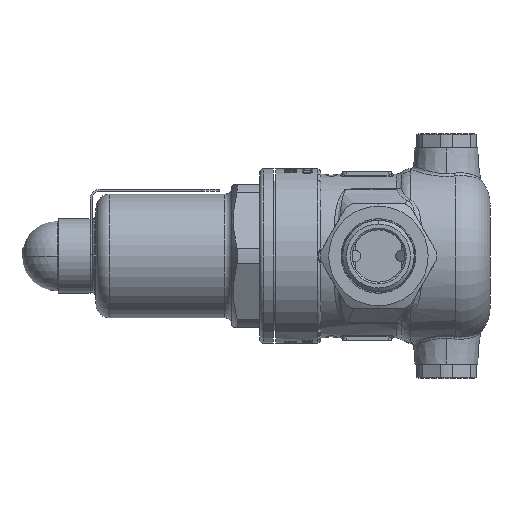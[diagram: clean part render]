
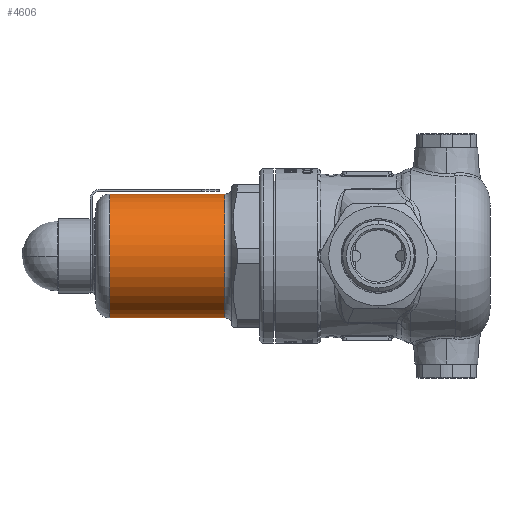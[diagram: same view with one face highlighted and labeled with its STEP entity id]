
A CAD part, left-side view. The second image highlights one B-rep face of the part: STEP entity #4606.
In plain terms, the highlighted cylindrical face has radius 17.75 mm (diameter 35.5 mm), a partial arc.
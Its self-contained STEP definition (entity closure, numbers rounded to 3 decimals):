
#2253 = ORIENTED_EDGE ( 'NONE', *, *, #3776, .F. ) ;
#2254 = ORIENTED_EDGE ( 'NONE', *, *, #3714, .T. ) ;
#2262 = ORIENTED_EDGE ( 'NONE', *, *, #3777, .T. ) ;
#2324 = ORIENTED_EDGE ( 'NONE', *, *, #3834, .F. ) ;
#3317 = EDGE_LOOP ( 'NONE', ( #2253, #2254, #2262, #2324 ) ) ;
#3714 = EDGE_CURVE ( 'NONE', #51198, #51006, #58161, .T. ) ;
#3776 = EDGE_CURVE ( 'NONE', #51198, #51011, #10657, .T. ) ;
#3777 = EDGE_CURVE ( 'NONE', #51006, #50747, #10662, .T. ) ;
#3834 = EDGE_CURVE ( 'NONE', #51011, #50747, #19195, .T. ) ;
#4606 = ADVANCED_FACE ( 'NONE', ( #34065 ), #34064, .T. ) ;
#10442 = CARTESIAN_POINT ( 'NONE',  ( 0., 44., 0. ) ) ;
#10443 = DIRECTION ( 'NONE',  ( 0., 1., 0. ) ) ;
#10444 = DIRECTION ( 'NONE',  ( 0., 0., 1. ) ) ;
#10646 = CARTESIAN_POINT ( 'NONE',  ( 0., 132.957, -17.75 ) ) ;
#10657 = LINE ( 'NONE', #10646, #19672 ) ;
#10661 = DIRECTION ( 'NONE',  ( 0., 1., 0. ) ) ;
#10662 = LINE ( 'NONE', #10663, #19067 ) ;
#10663 = CARTESIAN_POINT ( 'NONE',  ( 0., 132.957, 17.75 ) ) ;
#10664 = DIRECTION ( 'NONE',  ( 0., 1., 0. ) ) ;
#10921 = CARTESIAN_POINT ( 'NONE',  ( 0., 77., 0. ) ) ;
#10922 = DIRECTION ( 'NONE',  ( 0., 1., 0. ) ) ;
#10923 = DIRECTION ( 'NONE',  ( 0., 0., 1. ) ) ;
#19067 = VECTOR ( 'NONE', #10664, 1000. ) ;
#19195 = CIRCLE ( 'NONE', #19508, 17.75 ) ;
#19508 = AXIS2_PLACEMENT_3D ( 'NONE', #10921, #10922, #10923 ) ;
#19672 = VECTOR ( 'NONE', #10661, 1000. ) ;
#34064 = CYLINDRICAL_SURFACE ( 'NONE', #55666, 17.75 ) ;
#34065 = FACE_OUTER_BOUND ( 'NONE', #3317, .T. ) ;
#34066 = CARTESIAN_POINT ( 'NONE',  ( 0., 132.957, 0. ) ) ;
#34076 = DIRECTION ( 'NONE',  ( 0., 1., 0. ) ) ;
#34077 = DIRECTION ( 'NONE',  ( 0., 0., 1. ) ) ;
#37021 = CARTESIAN_POINT ( 'NONE',  ( 0., 77., 17.75 ) ) ;
#37280 = CARTESIAN_POINT ( 'NONE',  ( 0., 44., 17.75 ) ) ;
#37285 = CARTESIAN_POINT ( 'NONE',  ( 0., 77., -17.75 ) ) ;
#38237 = CARTESIAN_POINT ( 'NONE',  ( 0., 44., -17.75 ) ) ;
#50747 = VERTEX_POINT ( 'NONE', #37021 ) ;
#51006 = VERTEX_POINT ( 'NONE', #37280 ) ;
#51011 = VERTEX_POINT ( 'NONE', #37285 ) ;
#51198 = VERTEX_POINT ( 'NONE', #38237 ) ;
#55666 = AXIS2_PLACEMENT_3D ( 'NONE', #34066, #34076, #34077 ) ;
#58161 = CIRCLE ( 'NONE', #58169, 17.75 ) ;
#58169 = AXIS2_PLACEMENT_3D ( 'NONE', #10442, #10443, #10444 ) ;
